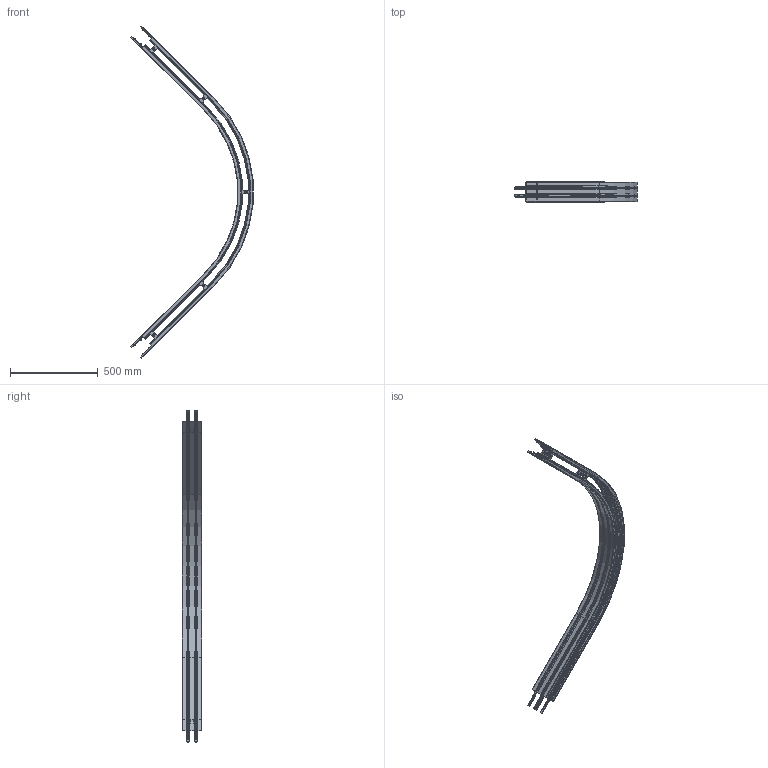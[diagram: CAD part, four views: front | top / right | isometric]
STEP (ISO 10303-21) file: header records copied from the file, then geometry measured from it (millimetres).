
FILE_DESCRIPTION(/* description */ ('Bogen GKF 90 - 90° 500'),/* implementation_level */ '2;1');
FILE_NAME(/* name */ '291250-0.step',/* time_stamp */ '2021-09-06T08:58:36+02:00',/* author */ ('MuellerJ'),/* organization */ (''),/* preprocessor_version */ 'ST-DEVELOPER v18.1',/* originating_system */ 'Autodesk Inventor 2021',/* authorisation */ '');
FILE_SCHEMA (('AUTOMOTIVE_DESIGN { 1 0 10303 214 3 1 1 }'));
Length unit declared in the file: millimetre
Products named in the file (10): 29-1250-0BZ.000; 29-1253-0FZ.000; 29-1254-0FZ.000; leer; leer_1; leer_2; 20-0997-0FZ.002; leer_3; 21-1101-1FZ.000; leer_4
Assembly tree (29 placements, depth 3):
  29-1250-0BZ.000
    29-1253-0FZ.000
    29-1254-0FZ.000
    leer  x10
      20-0997-0FZ.002
      leer_1
      leer_2
    leer_3  x8
      21-1101-1FZ.000
      leer_4
Bounding box: 695.85 x 112 x 1887.27 mm (x, y, z)
Volume: 3046833.1 mm3; surface area: 2361488.5 mm2
Topology: 82 solids, 82 shells, 2326 faces, 6150 edges, 3978 vertices
Faces by surface type: plane 1282, cylinder 706, cone 206, torus 132
Full cylindrical faces by diameter (mm): 6.647 x42, 8 x42, 9 x20, 11.6 x10, 13 x10
Entity records: 22307 total; most frequent: DIRECTION 3990, CARTESIAN_POINT 3691, ORIENTED_EDGE 3574, EDGE_CURVE 1787, AXIS2_PLACEMENT_3D 1494, VERTEX_POINT 1102, LINE 1002, VECTOR 1002
